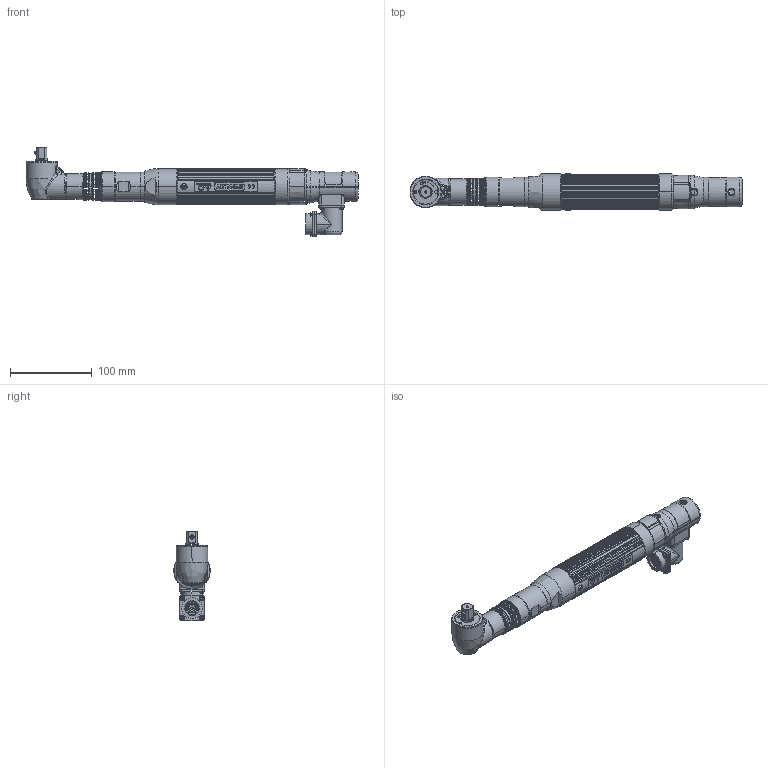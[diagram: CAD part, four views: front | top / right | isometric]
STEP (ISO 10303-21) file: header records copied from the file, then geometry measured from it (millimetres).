
FILE_DESCRIPTION((''),'2;1');
FILE_NAME('EB33MA19-40','2012-08-02T',('EJF1116'),(''),'PRO/ENGINEER BY PARAMETRIC TECHNOLOGY CORPORATION, 2010430','PRO/ENGINEER BY PARAMETRIC TECHNOLOGY CORPORATION, 2010430','');
FILE_SCHEMA(('CONFIG_CONTROL_DESIGN'));
Length unit declared in the file: inch
Products named in the file (1): EB33MA19-40
Bounding box: 404.91 x 45.57 x 109.45 mm (x, y, z)
Surface area: 80915.6 mm2 (no closed solid volume)
Topology: 0 solids, 105 shells, 651 faces, 4196 edges, 3510 vertices
Faces by surface type: cylinder 292, plane 181, torus 89, bspline 47, cone 41, sphere 1
Entity records: 46174 total; most frequent: CARTESIAN_POINT 17475, DIRECTION 5253, ORIENTED_EDGE 5172, EDGE_CURVE 4195, VERTEX_POINT 3510, AXIS2_PLACEMENT_3D 1755, VECTOR 1743, LINE 1743
